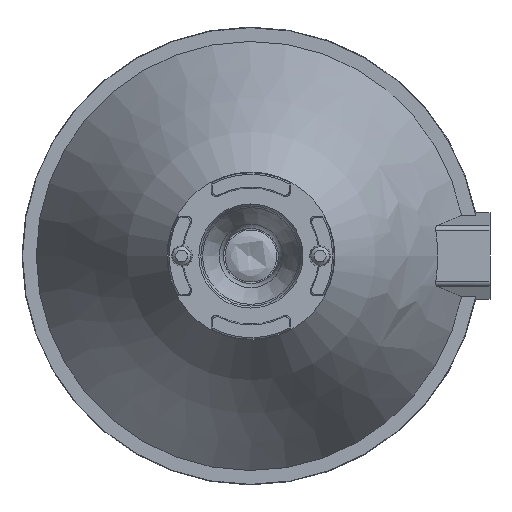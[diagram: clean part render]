
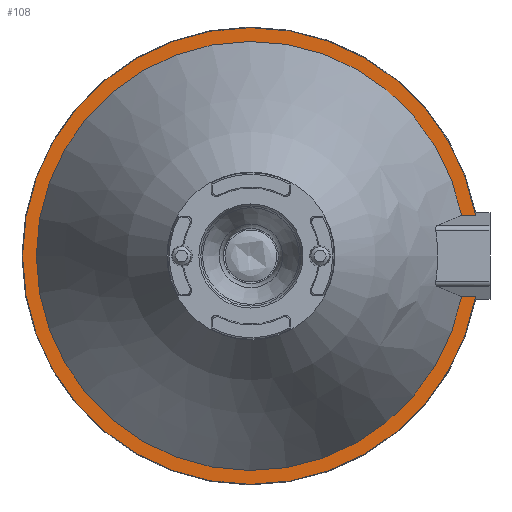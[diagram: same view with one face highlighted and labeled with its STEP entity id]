
A CAD part, front view. The second image highlights one B-rep face of the part: STEP entity #108.
In plain terms, the highlighted planar face has unit normal (0, -1, 0).
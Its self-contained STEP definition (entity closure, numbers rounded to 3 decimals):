
#108=ADVANCED_FACE('',(#192),#193,.T.);
#192=FACE_OUTER_BOUND('',#364,.T.);
#193=PLANE('',#365);
#364=EDGE_LOOP('',(#1931,#1932,#1933,#1934));
#365=AXIS2_PLACEMENT_3D('',#1935,#1936,#1937);
#1931=ORIENTED_EDGE('',*,*,#2527,.F.);
#1932=ORIENTED_EDGE('',*,*,#2480,.F.);
#1933=ORIENTED_EDGE('',*,*,#2508,.F.);
#1934=ORIENTED_EDGE('',*,*,#2528,.T.);
#1935=CARTESIAN_POINT('',(21.089,24.676,0.0));
#1936=DIRECTION('',(0.,-1.0,0.0));
#1937=DIRECTION('',(-1.0,0.,0.0));
#2480=EDGE_CURVE('',#2626,#2629,#2630,.T.);
#2508=EDGE_CURVE('',#2680,#2626,#2682,.T.);
#2527=EDGE_CURVE('',#2629,#2716,#2717,.T.);
#2528=EDGE_CURVE('',#2680,#2716,#2718,.T.);
#2626=VERTEX_POINT('',#2919);
#2629=VERTEX_POINT('',#2932);
#2630=CIRCLE('',#2933,21.089);
#2680=VERTEX_POINT('',#3128);
#2682=LINE('',#3130,#3131);
#2716=VERTEX_POINT('',#3282);
#2717=LINE('',#3283,#3284);
#2718=CIRCLE('',#3285,22.448);
#2919=CARTESIAN_POINT('',(20.709,24.676,3.986));
#2932=CARTESIAN_POINT('',(20.709,24.676,-3.986));
#2933=AXIS2_PLACEMENT_3D('',#4169,#4170,#4171);
#3128=CARTESIAN_POINT('',(22.091,24.676,3.986));
#3130=CARTESIAN_POINT('',(21.089,24.676,3.986));
#3131=VECTOR('',#4206,1.0);
#3282=CARTESIAN_POINT('',(22.091,24.676,-3.986));
#3283=CARTESIAN_POINT('',(21.089,24.676,-3.986));
#3284=VECTOR('',#4231,1.0);
#3285=AXIS2_PLACEMENT_3D('',#4232,#4233,#4234);
#4169=CARTESIAN_POINT('',(0.,24.676,0.0));
#4170=DIRECTION('',(0.,-1.0,0.0));
#4171=DIRECTION('',(1.0,0.,0.0));
#4206=DIRECTION('',(-1.0,0.,0.));
#4231=DIRECTION('',(1.0,0.,0.));
#4232=CARTESIAN_POINT('',(0.,24.676,0.0));
#4233=DIRECTION('',(0.,-1.0,0.0));
#4234=DIRECTION('',(1.0,0.,0.0));
